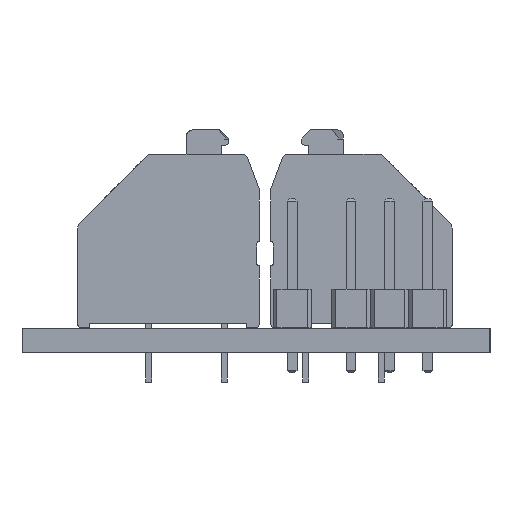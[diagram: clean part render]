
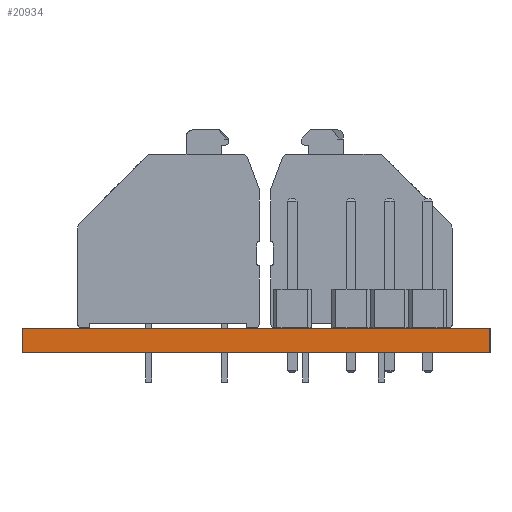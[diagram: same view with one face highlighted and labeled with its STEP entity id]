
A CAD part, left-side view. The second image highlights one B-rep face of the part: STEP entity #20934.
In plain terms, the highlighted planar face has unit normal (-1, 0, 0).
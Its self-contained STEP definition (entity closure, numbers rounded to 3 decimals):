
#20934 = ADVANCED_FACE('',(#20935),#20949,.T.);
#20935 = FACE_BOUND('',#20936,.T.);
#20936 = EDGE_LOOP('',(#20937,#20972,#21000,#21028));
#20937 = ORIENTED_EDGE('',*,*,#20938,.T.);
#20938 = EDGE_CURVE('',#20939,#20941,#20943,.T.);
#20939 = VERTEX_POINT('',#20940);
#20940 = CARTESIAN_POINT('',(120.5,-123.5,0.));
#20941 = VERTEX_POINT('',#20942);
#20942 = CARTESIAN_POINT('',(120.5,-123.5,1.6));
#20943 = SURFACE_CURVE('',#20944,(#20948,#20960),.PCURVE_S1.);
#20944 = LINE('',#20945,#20946);
#20945 = CARTESIAN_POINT('',(120.5,-123.5,0.));
#20946 = VECTOR('',#20947,1.);
#20947 = DIRECTION('',(0.,0.,1.));
#20948 = PCURVE('',#20949,#20954);
#20949 = PLANE('',#20950);
#20950 = AXIS2_PLACEMENT_3D('',#20951,#20952,#20953);
#20951 = CARTESIAN_POINT('',(120.5,-123.5,0.));
#20952 = DIRECTION('',(-1.,0.,0.));
#20953 = DIRECTION('',(0.,1.,0.));
#20954 = DEFINITIONAL_REPRESENTATION('',(#20955),#20959);
#20955 = LINE('',#20956,#20957);
#20956 = CARTESIAN_POINT('',(0.,0.));
#20957 = VECTOR('',#20958,1.);
#20958 = DIRECTION('',(0.,-1.));
#20959 = ( GEOMETRIC_REPRESENTATION_CONTEXT(2) 
PARAMETRIC_REPRESENTATION_CONTEXT() REPRESENTATION_CONTEXT('2D SPACE',''
  ) );
#20960 = PCURVE('',#20961,#20966);
#20961 = PLANE('',#20962);
#20962 = AXIS2_PLACEMENT_3D('',#20963,#20964,#20965);
#20963 = CARTESIAN_POINT('',(168.5,-123.5,0.));
#20964 = DIRECTION('',(0.,-1.,0.));
#20965 = DIRECTION('',(-1.,0.,0.));
#20966 = DEFINITIONAL_REPRESENTATION('',(#20967),#20971);
#20967 = LINE('',#20968,#20969);
#20968 = CARTESIAN_POINT('',(48.,0.));
#20969 = VECTOR('',#20970,1.);
#20970 = DIRECTION('',(0.,-1.));
#20971 = ( GEOMETRIC_REPRESENTATION_CONTEXT(2) 
PARAMETRIC_REPRESENTATION_CONTEXT() REPRESENTATION_CONTEXT('2D SPACE',''
  ) );
#20972 = ORIENTED_EDGE('',*,*,#20973,.T.);
#20973 = EDGE_CURVE('',#20941,#20974,#20976,.T.);
#20974 = VERTEX_POINT('',#20975);
#20975 = CARTESIAN_POINT('',(120.5,-92.5,1.6));
#20976 = SURFACE_CURVE('',#20977,(#20981,#20988),.PCURVE_S1.);
#20977 = LINE('',#20978,#20979);
#20978 = CARTESIAN_POINT('',(120.5,-123.5,1.6));
#20979 = VECTOR('',#20980,1.);
#20980 = DIRECTION('',(0.,1.,0.));
#20981 = PCURVE('',#20949,#20982);
#20982 = DEFINITIONAL_REPRESENTATION('',(#20983),#20987);
#20983 = LINE('',#20984,#20985);
#20984 = CARTESIAN_POINT('',(0.,-1.6));
#20985 = VECTOR('',#20986,1.);
#20986 = DIRECTION('',(1.,0.));
#20987 = ( GEOMETRIC_REPRESENTATION_CONTEXT(2) 
PARAMETRIC_REPRESENTATION_CONTEXT() REPRESENTATION_CONTEXT('2D SPACE',''
  ) );
#20988 = PCURVE('',#20989,#20994);
#20989 = PLANE('',#20990);
#20990 = AXIS2_PLACEMENT_3D('',#20991,#20992,#20993);
#20991 = CARTESIAN_POINT('',(144.5,-108.,1.6));
#20992 = DIRECTION('',(-0.,-0.,-1.));
#20993 = DIRECTION('',(-1.,0.,0.));
#20994 = DEFINITIONAL_REPRESENTATION('',(#20995),#20999);
#20995 = LINE('',#20996,#20997);
#20996 = CARTESIAN_POINT('',(24.,-15.5));
#20997 = VECTOR('',#20998,1.);
#20998 = DIRECTION('',(0.,1.));
#20999 = ( GEOMETRIC_REPRESENTATION_CONTEXT(2) 
PARAMETRIC_REPRESENTATION_CONTEXT() REPRESENTATION_CONTEXT('2D SPACE',''
  ) );
#21000 = ORIENTED_EDGE('',*,*,#21001,.F.);
#21001 = EDGE_CURVE('',#21002,#20974,#21004,.T.);
#21002 = VERTEX_POINT('',#21003);
#21003 = CARTESIAN_POINT('',(120.5,-92.5,0.));
#21004 = SURFACE_CURVE('',#21005,(#21009,#21016),.PCURVE_S1.);
#21005 = LINE('',#21006,#21007);
#21006 = CARTESIAN_POINT('',(120.5,-92.5,0.));
#21007 = VECTOR('',#21008,1.);
#21008 = DIRECTION('',(0.,0.,1.));
#21009 = PCURVE('',#20949,#21010);
#21010 = DEFINITIONAL_REPRESENTATION('',(#21011),#21015);
#21011 = LINE('',#21012,#21013);
#21012 = CARTESIAN_POINT('',(31.,0.));
#21013 = VECTOR('',#21014,1.);
#21014 = DIRECTION('',(0.,-1.));
#21015 = ( GEOMETRIC_REPRESENTATION_CONTEXT(2) 
PARAMETRIC_REPRESENTATION_CONTEXT() REPRESENTATION_CONTEXT('2D SPACE',''
  ) );
#21016 = PCURVE('',#21017,#21022);
#21017 = PLANE('',#21018);
#21018 = AXIS2_PLACEMENT_3D('',#21019,#21020,#21021);
#21019 = CARTESIAN_POINT('',(120.5,-92.5,0.));
#21020 = DIRECTION('',(0.,1.,0.));
#21021 = DIRECTION('',(1.,0.,0.));
#21022 = DEFINITIONAL_REPRESENTATION('',(#21023),#21027);
#21023 = LINE('',#21024,#21025);
#21024 = CARTESIAN_POINT('',(0.,0.));
#21025 = VECTOR('',#21026,1.);
#21026 = DIRECTION('',(0.,-1.));
#21027 = ( GEOMETRIC_REPRESENTATION_CONTEXT(2) 
PARAMETRIC_REPRESENTATION_CONTEXT() REPRESENTATION_CONTEXT('2D SPACE',''
  ) );
#21028 = ORIENTED_EDGE('',*,*,#21029,.F.);
#21029 = EDGE_CURVE('',#20939,#21002,#21030,.T.);
#21030 = SURFACE_CURVE('',#21031,(#21035,#21042),.PCURVE_S1.);
#21031 = LINE('',#21032,#21033);
#21032 = CARTESIAN_POINT('',(120.5,-123.5,0.));
#21033 = VECTOR('',#21034,1.);
#21034 = DIRECTION('',(0.,1.,0.));
#21035 = PCURVE('',#20949,#21036);
#21036 = DEFINITIONAL_REPRESENTATION('',(#21037),#21041);
#21037 = LINE('',#21038,#21039);
#21038 = CARTESIAN_POINT('',(0.,0.));
#21039 = VECTOR('',#21040,1.);
#21040 = DIRECTION('',(1.,0.));
#21041 = ( GEOMETRIC_REPRESENTATION_CONTEXT(2) 
PARAMETRIC_REPRESENTATION_CONTEXT() REPRESENTATION_CONTEXT('2D SPACE',''
  ) );
#21042 = PCURVE('',#21043,#21048);
#21043 = PLANE('',#21044);
#21044 = AXIS2_PLACEMENT_3D('',#21045,#21046,#21047);
#21045 = CARTESIAN_POINT('',(144.5,-108.,0.));
#21046 = DIRECTION('',(-0.,-0.,-1.));
#21047 = DIRECTION('',(-1.,0.,0.));
#21048 = DEFINITIONAL_REPRESENTATION('',(#21049),#21053);
#21049 = LINE('',#21050,#21051);
#21050 = CARTESIAN_POINT('',(24.,-15.5));
#21051 = VECTOR('',#21052,1.);
#21052 = DIRECTION('',(0.,1.));
#21053 = ( GEOMETRIC_REPRESENTATION_CONTEXT(2) 
PARAMETRIC_REPRESENTATION_CONTEXT() REPRESENTATION_CONTEXT('2D SPACE',''
  ) );
